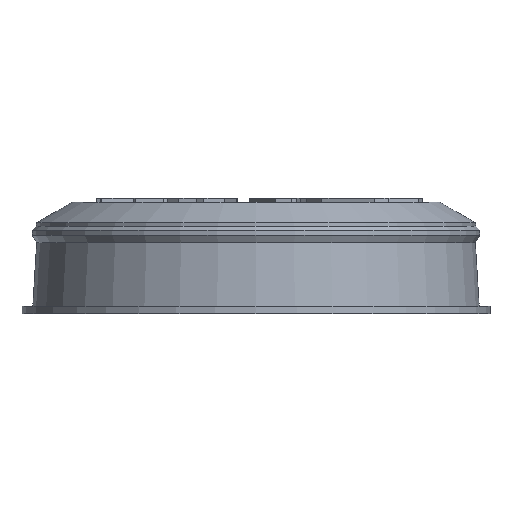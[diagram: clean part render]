
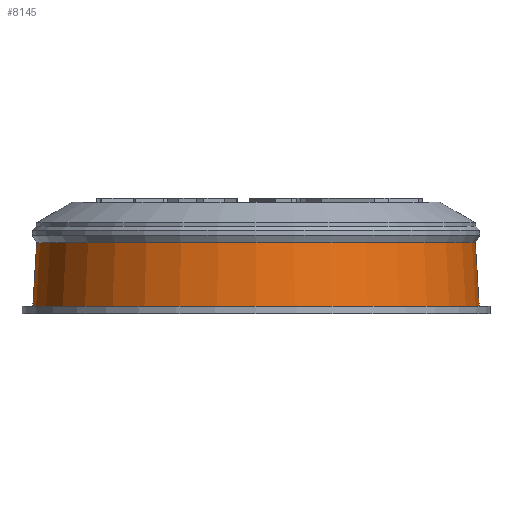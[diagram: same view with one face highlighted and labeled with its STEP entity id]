
A CAD part, left-side view. The second image highlights one B-rep face of the part: STEP entity #8145.
In plain terms, the highlighted conical face has half-angle 3.517 degrees and reference radius 26.473 mm.
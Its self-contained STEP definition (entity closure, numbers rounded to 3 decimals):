
#527 = DIRECTION ( 'NONE',  ( 0., 0., -1. ) ) ;
#919 = CIRCLE ( 'NONE', #18202, 26.473 ) ;
#3462 = LINE ( 'NONE', #16578, #4287 ) ;
#3820 = CARTESIAN_POINT ( 'NONE',  ( 0., -26.473, -3.412 ) ) ;
#4287 = VECTOR ( 'NONE', #32452, 1000. ) ;
#4393 = ORIENTED_EDGE ( 'NONE', *, *, #33637, .F. ) ;
#4707 = LINE ( 'NONE', #24270, #32929 ) ;
#5068 = CARTESIAN_POINT ( 'NONE',  ( 0., 0., -3.412 ) ) ;
#5252 = CARTESIAN_POINT ( 'NONE',  ( 0., -26.942, -11.037 ) ) ;
#5845 = DIRECTION ( 'NONE',  ( 0., 0.061, -0.998 ) ) ;
#6324 = EDGE_CURVE ( 'NONE', #8894, #26252, #919, .T. ) ;
#7713 = DIRECTION ( 'NONE',  ( 0., -1., 0. ) ) ;
#8145 = ADVANCED_FACE ( 'NONE', ( #21068 ), #10680, .T. ) ;
#8894 = VERTEX_POINT ( 'NONE', #32469 ) ;
#10680 = CONICAL_SURFACE ( 'NONE', #18260, 26.473, 0.061 ) ;
#12066 = ORIENTED_EDGE ( 'NONE', *, *, #6324, .F. ) ;
#12950 = CIRCLE ( 'NONE', #18944, 26.942 ) ;
#13115 = CARTESIAN_POINT ( 'NONE',  ( 0., 0., -11.037 ) ) ;
#13693 = DIRECTION ( 'NONE',  ( 0., 1., 0. ) ) ;
#13695 = EDGE_CURVE ( 'NONE', #24884, #31200, #12950, .T. ) ;
#15791 = DIRECTION ( 'NONE',  ( 0., -1., 0. ) ) ;
#16578 = CARTESIAN_POINT ( 'NONE',  ( 0., -26.473, -3.412 ) ) ;
#18202 = AXIS2_PLACEMENT_3D ( 'NONE', #5068, #23607, #7713 ) ;
#18260 = AXIS2_PLACEMENT_3D ( 'NONE', #21675, #527, #13693 ) ;
#18732 = CARTESIAN_POINT ( 'NONE',  ( 0., 26.942, -11.037 ) ) ;
#18944 = AXIS2_PLACEMENT_3D ( 'NONE', #13115, #31689, #15791 ) ;
#21068 = FACE_OUTER_BOUND ( 'NONE', #29981, .T. ) ;
#21675 = CARTESIAN_POINT ( 'NONE',  ( 0., 0., -3.412 ) ) ;
#23607 = DIRECTION ( 'NONE',  ( 0., 0., 1. ) ) ;
#23880 = EDGE_CURVE ( 'NONE', #8894, #24884, #4707, .T. ) ;
#24270 = CARTESIAN_POINT ( 'NONE',  ( 0., 26.473, -3.412 ) ) ;
#24884 = VERTEX_POINT ( 'NONE', #18732 ) ;
#26252 = VERTEX_POINT ( 'NONE', #3820 ) ;
#29981 = EDGE_LOOP ( 'NONE', ( #4393, #12066, #33835, #31378 ) ) ;
#31200 = VERTEX_POINT ( 'NONE', #5252 ) ;
#31378 = ORIENTED_EDGE ( 'NONE', *, *, #13695, .T. ) ;
#31689 = DIRECTION ( 'NONE',  ( 0., 0., 1. ) ) ;
#32452 = DIRECTION ( 'NONE',  ( 0., -0.061, -0.998 ) ) ;
#32469 = CARTESIAN_POINT ( 'NONE',  ( 0., 26.473, -3.412 ) ) ;
#32929 = VECTOR ( 'NONE', #5845, 1000. ) ;
#33637 = EDGE_CURVE ( 'NONE', #26252, #31200, #3462, .T. ) ;
#33835 = ORIENTED_EDGE ( 'NONE', *, *, #23880, .T. ) ;
